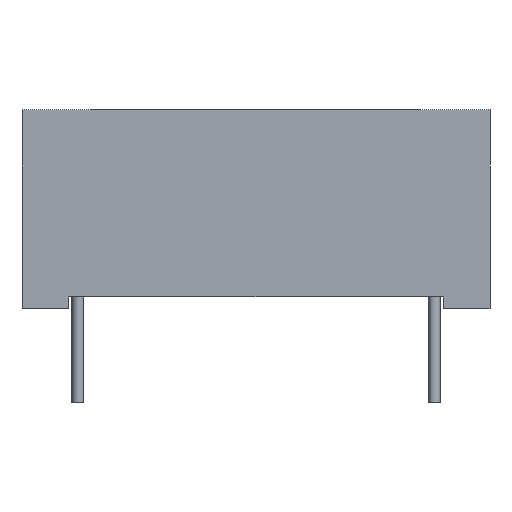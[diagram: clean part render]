
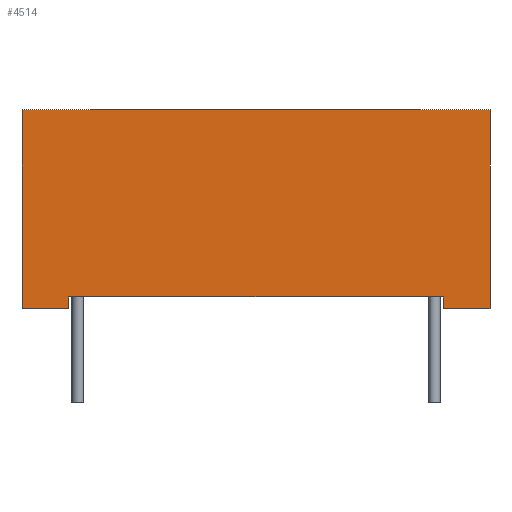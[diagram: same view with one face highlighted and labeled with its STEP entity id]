
A CAD part, front view. The second image highlights one B-rep face of the part: STEP entity #4514.
In plain terms, the highlighted planar face has unit normal (0, -1, 0).
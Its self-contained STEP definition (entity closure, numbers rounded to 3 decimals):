
#3477 = VERTEX_POINT('',#3478);
#3478 = CARTESIAN_POINT('',(10.,-13.85,8.5));
#3484 = EDGE_CURVE('',#3485,#3477,#3487,.T.);
#3485 = VERTEX_POINT('',#3486);
#3486 = CARTESIAN_POINT('',(10.,-13.85,0.));
#3487 = LINE('',#3488,#3489);
#3488 = CARTESIAN_POINT('',(10.,-13.85,0.));
#3489 = VECTOR('',#3490,1.);
#3490 = DIRECTION('',(0.,0.,1.));
#3532 = EDGE_CURVE('',#3477,#3533,#3535,.T.);
#3533 = VERTEX_POINT('',#3534);
#3534 = CARTESIAN_POINT('',(-10.,-13.85,8.5));
#3535 = LINE('',#3536,#3537);
#3536 = CARTESIAN_POINT('',(10.,-13.85,8.5));
#3537 = VECTOR('',#3538,1.);
#3538 = DIRECTION('',(-1.,0.,0.));
#4222 = VERTEX_POINT('',#4223);
#4223 = CARTESIAN_POINT('',(-10.,-13.85,0.));
#4231 = EDGE_CURVE('',#4222,#3533,#4232,.T.);
#4232 = LINE('',#4233,#4234);
#4233 = CARTESIAN_POINT('',(-10.,-13.85,0.));
#4234 = VECTOR('',#4235,1.);
#4235 = DIRECTION('',(0.,0.,1.));
#4486 = EDGE_CURVE('',#3485,#4487,#4489,.T.);
#4487 = VERTEX_POINT('',#4488);
#4488 = CARTESIAN_POINT('',(8.,-13.85,0.));
#4489 = LINE('',#4490,#4491);
#4490 = CARTESIAN_POINT('',(10.,-13.85,0.));
#4491 = VECTOR('',#4492,1.);
#4492 = DIRECTION('',(-1.,0.,0.));
#4514 = ADVANCED_FACE('',(#4515),#4551,.T.);
#4515 = FACE_BOUND('',#4516,.T.);
#4516 = EDGE_LOOP('',(#4517,#4518,#4519,#4520,#4521,#4529,#4537,#4545));
#4517 = ORIENTED_EDGE('',*,*,#4486,.F.);
#4518 = ORIENTED_EDGE('',*,*,#3484,.T.);
#4519 = ORIENTED_EDGE('',*,*,#3532,.T.);
#4520 = ORIENTED_EDGE('',*,*,#4231,.F.);
#4521 = ORIENTED_EDGE('',*,*,#4522,.F.);
#4522 = EDGE_CURVE('',#4523,#4222,#4525,.T.);
#4523 = VERTEX_POINT('',#4524);
#4524 = CARTESIAN_POINT('',(-8.,-13.85,0.));
#4525 = LINE('',#4526,#4527);
#4526 = CARTESIAN_POINT('',(10.,-13.85,0.));
#4527 = VECTOR('',#4528,1.);
#4528 = DIRECTION('',(-1.,0.,0.));
#4529 = ORIENTED_EDGE('',*,*,#4530,.F.);
#4530 = EDGE_CURVE('',#4531,#4523,#4533,.T.);
#4531 = VERTEX_POINT('',#4532);
#4532 = CARTESIAN_POINT('',(-8.,-13.85,0.5));
#4533 = LINE('',#4534,#4535);
#4534 = CARTESIAN_POINT('',(-8.,-13.85,0.25));
#4535 = VECTOR('',#4536,1.);
#4536 = DIRECTION('',(-0.,-0.,-1.));
#4537 = ORIENTED_EDGE('',*,*,#4538,.F.);
#4538 = EDGE_CURVE('',#4539,#4531,#4541,.T.);
#4539 = VERTEX_POINT('',#4540);
#4540 = CARTESIAN_POINT('',(8.,-13.85,0.5));
#4541 = LINE('',#4542,#4543);
#4542 = CARTESIAN_POINT('',(9.,-13.85,0.5));
#4543 = VECTOR('',#4544,1.);
#4544 = DIRECTION('',(-1.,0.,0.));
#4545 = ORIENTED_EDGE('',*,*,#4546,.F.);
#4546 = EDGE_CURVE('',#4487,#4539,#4547,.T.);
#4547 = LINE('',#4548,#4549);
#4548 = CARTESIAN_POINT('',(8.,-13.85,0.));
#4549 = VECTOR('',#4550,1.);
#4550 = DIRECTION('',(0.,0.,1.));
#4551 = PLANE('',#4552);
#4552 = AXIS2_PLACEMENT_3D('',#4553,#4554,#4555);
#4553 = CARTESIAN_POINT('',(10.,-13.85,0.));
#4554 = DIRECTION('',(0.,-1.,0.));
#4555 = DIRECTION('',(-1.,0.,0.));
